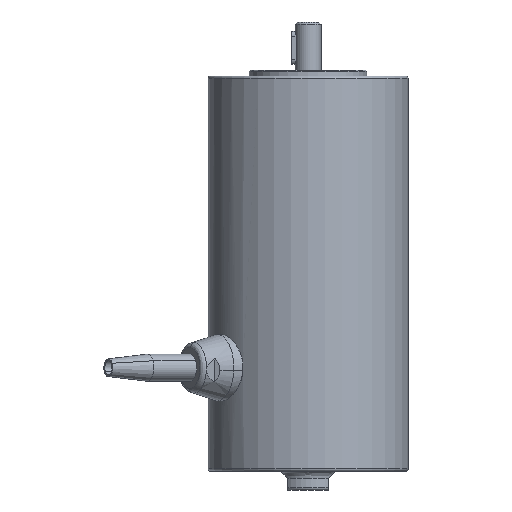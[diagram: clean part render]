
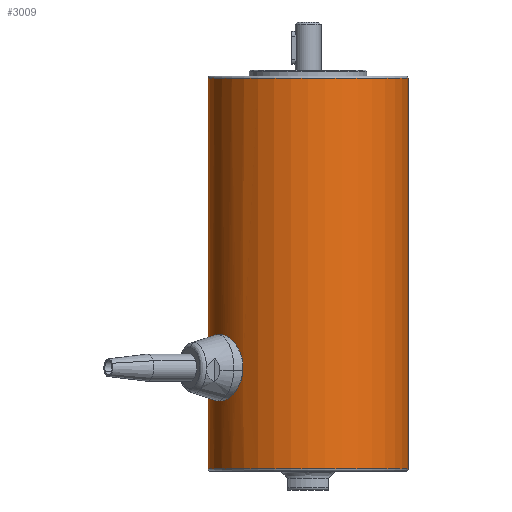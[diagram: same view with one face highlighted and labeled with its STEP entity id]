
A CAD part, front view. The second image highlights one B-rep face of the part: STEP entity #3009.
In plain terms, the highlighted cylindrical face has radius 42.5 mm (diameter 85 mm), a partial arc.
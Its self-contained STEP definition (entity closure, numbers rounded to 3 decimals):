
#1998=CARTESIAN_POINT('',(-41.749,-7.953,45.328));
#1999=VERTEX_POINT('',#1998);
#2008=CARTESIAN_POINT('',(-41.516,-9.092,38.396));
#2009=VERTEX_POINT('',#2008);
#2010=CARTESIAN_POINT('',(-41.516,-9.092,38.396));
#2011=CARTESIAN_POINT('',(-41.523,-9.061,38.465));
#2012=CARTESIAN_POINT('',(-41.529,-9.031,38.535));
#2013=CARTESIAN_POINT('',(-41.616,-8.632,39.469));
#2014=CARTESIAN_POINT('',(-41.672,-8.349,40.372));
#2015=CARTESIAN_POINT('',(-41.745,-7.977,42.193));
#2016=CARTESIAN_POINT('',(-41.762,-7.888,43.11));
#2017=CARTESIAN_POINT('',(-41.762,-7.888,44.437));
#2018=CARTESIAN_POINT('',(-41.758,-7.909,44.882));
#2019=CARTESIAN_POINT('',(-41.749,-7.953,45.328));
#2020=B_SPLINE_CURVE_WITH_KNOTS('',3,(#2010,#2011,#2012,#2013,#2014,#2015,#2016,#2017,#2018,#2019),.UNSPECIFIED.,.F.,.U.,(4,2,2,2,4),(3.714,3.735,4.002,4.269,4.4),.UNSPECIFIED.);
#2021=EDGE_CURVE('',#2009,#1999,#2020,.T.);
#2023=CARTESIAN_POINT('',(-28.632,-31.408,38.396));
#2024=VERTEX_POINT('',#2023);
#2025=CARTESIAN_POINT('',(-28.632,-31.408,38.396));
#2026=CARTESIAN_POINT('',(-29.187,-30.902,36.749));
#2027=CARTESIAN_POINT('',(-29.976,-30.153,35.255));
#2028=CARTESIAN_POINT('',(-31.697,-28.341,32.825));
#2029=CARTESIAN_POINT('',(-32.755,-27.137,31.746));
#2030=CARTESIAN_POINT('',(-34.339,-25.057,30.668));
#2031=CARTESIAN_POINT('',(-34.867,-24.319,30.395));
#2032=CARTESIAN_POINT('',(-35.878,-22.8,30.036));
#2033=CARTESIAN_POINT('',(-36.362,-22.02,29.95));
#2034=CARTESIAN_POINT('',(-37.251,-20.48,29.95));
#2035=CARTESIAN_POINT('',(-37.685,-19.671,30.036));
#2036=CARTESIAN_POINT('',(-38.494,-18.036,30.395));
#2037=CARTESIAN_POINT('',(-38.869,-17.21,30.668));
#2038=CARTESIAN_POINT('',(-39.879,-14.798,31.746));
#2039=CARTESIAN_POINT('',(-40.392,-13.28,32.825));
#2040=CARTESIAN_POINT('',(-41.101,-10.884,35.255));
#2041=CARTESIAN_POINT('',(-41.355,-9.826,36.749));
#2042=CARTESIAN_POINT('',(-41.516,-9.092,38.396));
#2043=B_SPLINE_CURVE_WITH_KNOTS('',3,(#2025,#2026,#2027,#2028,#2029,#2030,#2031,#2032,#2033,#2034,#2035,#2036,#2037,#2038,#2039,#2040,#2041,#2042),.UNSPECIFIED.,.F.,.U.,(4,2,2,2,2,2,2,2,4),(0.555,1.067,1.601,1.868,2.134,2.401,2.668,3.201,3.714),.UNSPECIFIED.);
#2044=EDGE_CURVE('',#2024,#2009,#2043,.T.);
#2046=CARTESIAN_POINT('',(-27.762,-32.179,42.672));
#2047=VERTEX_POINT('',#2046);
#2048=CARTESIAN_POINT('',(-27.762,-32.179,42.672));
#2049=CARTESIAN_POINT('',(-27.797,-32.149,42.21));
#2050=CARTESIAN_POINT('',(-27.851,-32.102,41.745));
#2051=CARTESIAN_POINT('',(-28.067,-31.914,40.372));
#2052=CARTESIAN_POINT('',(-28.284,-31.724,39.469));
#2053=CARTESIAN_POINT('',(-28.586,-31.45,38.535));
#2054=CARTESIAN_POINT('',(-28.609,-31.429,38.465));
#2055=CARTESIAN_POINT('',(-28.632,-31.408,38.396));
#2056=B_SPLINE_CURVE_WITH_KNOTS('',3,(#2048,#2049,#2050,#2051,#2052,#2053,#2054,#2055),.UNSPECIFIED.,.F.,.U.,(4,2,2,4),(8.669,8.805,9.072,9.093),.UNSPECIFIED.);
#2057=EDGE_CURVE('',#2047,#2024,#2056,.T.);
#2838=CARTESIAN_POINT('',(-42.5,0.,1.0));
#2839=VERTEX_POINT('',#2838);
#2849=CARTESIAN_POINT('',(42.5,0.,1.0));
#2850=VERTEX_POINT('',#2849);
#2884=CARTESIAN_POINT('',(-42.5,0.,167.0));
#2885=VERTEX_POINT('',#2884);
#2902=CARTESIAN_POINT('',(42.5,0.,167.0));
#2903=VERTEX_POINT('',#2902);
#2921=CARTESIAN_POINT('',(0.,0.,0.0));
#2922=DIRECTION('',(0.,0.,1.0));
#2923=DIRECTION('',(-1.0,0.0,0.0));
#2924=AXIS2_PLACEMENT_3D('',#2921,#2922,#2923);
#2925=CYLINDRICAL_SURFACE('',#2924,42.5);
#2926=CARTESIAN_POINT('',(-42.5,0.,1.0));
#2927=DIRECTION('',(0.0,0.0,1.0));
#2928=VECTOR('',#2927,166.0);
#2929=LINE('',#2926,#2928);
#2930=EDGE_CURVE('',#2839,#2885,#2929,.T.);
#2931=ORIENTED_EDGE('',*,*,#2930,.F.);
#2932=CARTESIAN_POINT('',(0.,0.,1.0));
#2933=DIRECTION('',(0.0,0.0,-1.0));
#2934=DIRECTION('',(-1.0,0.0,0.0));
#2935=AXIS2_PLACEMENT_3D('',#2932,#2933,#2934);
#2936=CIRCLE('',#2935,42.5);
#2937=EDGE_CURVE('',#2850,#2839,#2936,.T.);
#2938=ORIENTED_EDGE('',*,*,#2937,.F.);
#2939=CARTESIAN_POINT('',(42.5,0.,167.0));
#2940=DIRECTION('',(0.0,0.0,-1.0));
#2941=VECTOR('',#2940,166.0);
#2942=LINE('',#2939,#2941);
#2943=EDGE_CURVE('',#2903,#2850,#2942,.T.);
#2944=ORIENTED_EDGE('',*,*,#2943,.F.);
#2945=CARTESIAN_POINT('',(0.,0.,167.0));
#2946=DIRECTION('',(0.0,0.0,1.0));
#2947=DIRECTION('',(-1.0,0.0,0.0));
#2948=AXIS2_PLACEMENT_3D('',#2945,#2946,#2947);
#2949=CIRCLE('',#2948,42.5);
#2950=EDGE_CURVE('',#2885,#2903,#2949,.T.);
#2951=ORIENTED_EDGE('',*,*,#2950,.F.);
#2952=EDGE_LOOP('',(#2931,#2938,#2944,#2951));
#2953=FACE_OUTER_BOUND('',#2952,.T.);
#2954=ORIENTED_EDGE('',*,*,#2021,.T.);
#2955=CARTESIAN_POINT('',(-41.516,-9.092,49.604));
#2956=VERTEX_POINT('',#2955);
#2957=CARTESIAN_POINT('',(-41.749,-7.953,45.328));
#2958=CARTESIAN_POINT('',(-41.741,-7.999,45.79));
#2959=CARTESIAN_POINT('',(-41.727,-8.069,46.255));
#2960=CARTESIAN_POINT('',(-41.672,-8.349,47.628));
#2961=CARTESIAN_POINT('',(-41.616,-8.632,48.531));
#2962=CARTESIAN_POINT('',(-41.529,-9.031,49.465));
#2963=CARTESIAN_POINT('',(-41.523,-9.061,49.535));
#2964=CARTESIAN_POINT('',(-41.516,-9.092,49.604));
#2965=B_SPLINE_CURVE_WITH_KNOTS('',3,(#2957,#2958,#2959,#2960,#2961,#2962,#2963,#2964),.UNSPECIFIED.,.F.,.U.,(4,2,2,4),(4.4,4.536,4.803,4.824),.UNSPECIFIED.);
#2966=EDGE_CURVE('',#1999,#2956,#2965,.T.);
#2967=ORIENTED_EDGE('',*,*,#2966,.T.);
#2968=CARTESIAN_POINT('',(-28.632,-31.408,49.604));
#2969=VERTEX_POINT('',#2968);
#2970=CARTESIAN_POINT('',(-41.516,-9.092,49.604));
#2971=CARTESIAN_POINT('',(-41.355,-9.826,51.251));
#2972=CARTESIAN_POINT('',(-41.101,-10.884,52.745));
#2973=CARTESIAN_POINT('',(-40.392,-13.28,55.175));
#2974=CARTESIAN_POINT('',(-39.879,-14.798,56.254));
#2975=CARTESIAN_POINT('',(-38.869,-17.21,57.332));
#2976=CARTESIAN_POINT('',(-38.494,-18.036,57.605));
#2977=CARTESIAN_POINT('',(-37.685,-19.671,57.964));
#2978=CARTESIAN_POINT('',(-37.251,-20.48,58.05));
#2979=CARTESIAN_POINT('',(-36.362,-22.02,58.05));
#2980=CARTESIAN_POINT('',(-35.878,-22.8,57.964));
#2981=CARTESIAN_POINT('',(-34.867,-24.319,57.605));
#2982=CARTESIAN_POINT('',(-34.339,-25.057,57.332));
#2983=CARTESIAN_POINT('',(-32.755,-27.137,56.254));
#2984=CARTESIAN_POINT('',(-31.697,-28.341,55.175));
#2985=CARTESIAN_POINT('',(-29.976,-30.153,52.745));
#2986=CARTESIAN_POINT('',(-29.187,-30.902,51.251));
#2987=CARTESIAN_POINT('',(-28.632,-31.408,49.604));
#2988=B_SPLINE_CURVE_WITH_KNOTS('',3,(#2970,#2971,#2972,#2973,#2974,#2975,#2976,#2977,#2978,#2979,#2980,#2981,#2982,#2983,#2984,#2985,#2986,#2987),.UNSPECIFIED.,.F.,.U.,(4,2,2,2,2,2,2,2,4),(4.824,5.336,5.87,6.137,6.403,6.67,6.937,7.47,7.983),.UNSPECIFIED.);
#2989=EDGE_CURVE('',#2956,#2969,#2988,.T.);
#2990=ORIENTED_EDGE('',*,*,#2989,.T.);
#2991=CARTESIAN_POINT('',(-28.632,-31.408,49.604));
#2992=CARTESIAN_POINT('',(-28.609,-31.429,49.535));
#2993=CARTESIAN_POINT('',(-28.586,-31.45,49.465));
#2994=CARTESIAN_POINT('',(-28.284,-31.724,48.531));
#2995=CARTESIAN_POINT('',(-28.067,-31.914,47.628));
#2996=CARTESIAN_POINT('',(-27.781,-32.164,45.807));
#2997=CARTESIAN_POINT('',(-27.712,-32.223,44.89));
#2998=CARTESIAN_POINT('',(-27.712,-32.223,44.0));
#2999=CARTESIAN_POINT('',(-27.712,-32.223,43.563));
#3000=CARTESIAN_POINT('',(-27.728,-32.209,43.118));
#3001=CARTESIAN_POINT('',(-27.762,-32.179,42.672));
#3002=B_SPLINE_CURVE_WITH_KNOTS('',3,(#2991,#2992,#2993,#2994,#2995,#2996,#2997,#2998,#2999,#3000,#3001),.UNSPECIFIED.,.F.,.U.,(4,2,2,3,4),(7.983,8.004,8.271,8.538,8.669),.UNSPECIFIED.);
#3003=EDGE_CURVE('',#2969,#2047,#3002,.T.);
#3004=ORIENTED_EDGE('',*,*,#3003,.T.);
#3005=ORIENTED_EDGE('',*,*,#2057,.T.);
#3006=ORIENTED_EDGE('',*,*,#2044,.T.);
#3007=EDGE_LOOP('',(#2954,#2967,#2990,#3004,#3005,#3006));
#3008=FACE_BOUND('',#3007,.T.);
#3009=ADVANCED_FACE('',(#2953,#3008),#2925,.T.);
